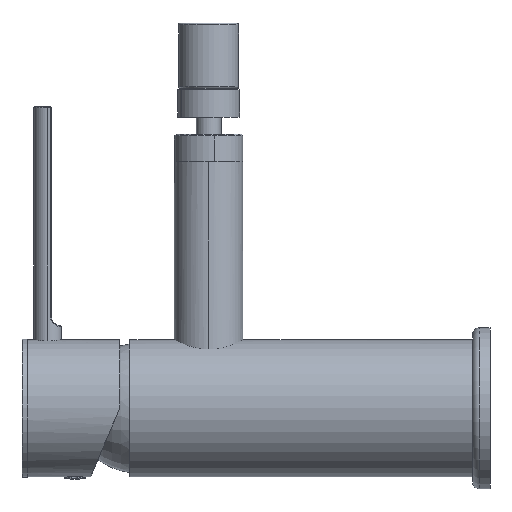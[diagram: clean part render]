
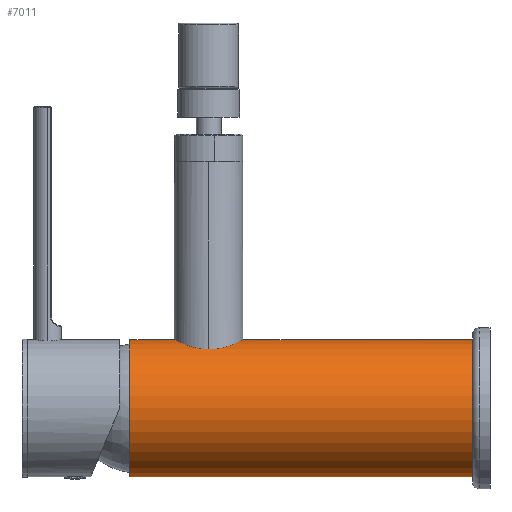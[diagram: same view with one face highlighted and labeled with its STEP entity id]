
A CAD part, left-side view. The second image highlights one B-rep face of the part: STEP entity #7011.
In plain terms, the highlighted cylindrical face has radius 20 mm (diameter 40 mm), a partial arc.
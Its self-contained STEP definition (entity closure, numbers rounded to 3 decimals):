
#45 = ORIENTED_EDGE ( 'NONE', *, *, #3724, .F. ) ;
#47 = CARTESIAN_POINT ( 'NONE',  ( 0., 92., 20. ) ) ;
#381 = ORIENTED_EDGE ( 'NONE', *, *, #1552, .F. ) ;
#390 = VERTEX_POINT ( 'NONE', #7229 ) ;
#576 = VECTOR ( 'NONE', #8504, 1000. ) ;
#583 = ORIENTED_EDGE ( 'NONE', *, *, #4651, .T. ) ;
#704 = EDGE_CURVE ( 'NONE', #1300, #8520, #9396, .T. ) ;
#895 = FACE_OUTER_BOUND ( 'NONE', #9914, .T. ) ;
#1100 = CIRCLE ( 'NONE', #4524, 20. ) ;
#1106 = CARTESIAN_POINT ( 'NONE',  ( -4.49, 99.224, 19.49 ) ) ;
#1151 = CARTESIAN_POINT ( 'NONE',  ( 0., 20., 20. ) ) ;
#1207 = CARTESIAN_POINT ( 'NONE',  ( -4.839, 98.301, 19.406 ) ) ;
#1262 = DIRECTION ( 'NONE',  ( 0., 1., 0. ) ) ;
#1300 = VERTEX_POINT ( 'NONE', #8322 ) ;
#1332 = DIRECTION ( 'NONE',  ( 0., 1., 0. ) ) ;
#1470 = CARTESIAN_POINT ( 'NONE',  ( -0.655, 101.968, 19.992 ) ) ;
#1552 = EDGE_CURVE ( 'NONE', #6938, #1300, #1100, .T. ) ;
#1745 = DIRECTION ( 'NONE',  ( 0., 0., -1. ) ) ;
#2007 = CARTESIAN_POINT ( 'NONE',  ( -5., 97.164, 19.365 ) ) ;
#2055 = CARTESIAN_POINT ( 'NONE',  ( -2.51, 101.337, 19.844 ) ) ;
#2144 = CARTESIAN_POINT ( 'NONE',  ( 0., 120., 0. ) ) ;
#2190 = CARTESIAN_POINT ( 'NONE',  ( -4.743, 95.383, 19.43 ) ) ;
#2375 = CARTESIAN_POINT ( 'NONE',  ( 0., 120., -20. ) ) ;
#2397 = CARTESIAN_POINT ( 'NONE',  ( 0., 120., 20. ) ) ;
#2710 = CARTESIAN_POINT ( 'NONE',  ( -4.935, 97.821, 19.382 ) ) ;
#2836 = CARTESIAN_POINT ( 'NONE',  ( -3.053, 93.027, 19.767 ) ) ;
#2869 = CARTESIAN_POINT ( 'NONE',  ( -5., 97., 19.365 ) ) ;
#2941 = CARTESIAN_POINT ( 'NONE',  ( -0.33, 92., 20. ) ) ;
#2996 = CARTESIAN_POINT ( 'NONE',  ( -3.975, 93.949, 19.602 ) ) ;
#3189 = CARTESIAN_POINT ( 'NONE',  ( -0.327, 102., 20. ) ) ;
#3472 = CARTESIAN_POINT ( 'NONE',  ( 0., 102., 20. ) ) ;
#3697 = CARTESIAN_POINT ( 'NONE',  ( -0.655, 92.032, 19.992 ) ) ;
#3724 = EDGE_CURVE ( 'NONE', #8520, #8120, #7207, .T. ) ;
#3783 = CARTESIAN_POINT ( 'NONE',  ( -2.217, 101.493, 19.879 ) ) ;
#3805 = CARTESIAN_POINT ( 'NONE',  ( -4.339, 94.494, 19.525 ) ) ;
#3861 = DIRECTION ( 'NONE',  ( 0., 0., -1. ) ) ;
#3891 = CARTESIAN_POINT ( 'NONE',  ( -1.303, 101.839, 19.96 ) ) ;
#4022 = DIRECTION ( 'NONE',  ( 0., 1., 0. ) ) ;
#4080 = ORIENTED_EDGE ( 'NONE', *, *, #4506, .T. ) ;
#4389 = CARTESIAN_POINT ( 'NONE',  ( -3.974, 100.052, 19.602 ) ) ;
#4453 = ORIENTED_EDGE ( 'NONE', *, *, #7651, .T. ) ;
#4458 = CARTESIAN_POINT ( 'NONE',  ( 0., 20., 0. ) ) ;
#4486 = CARTESIAN_POINT ( 'NONE',  ( -4.336, 99.511, 19.525 ) ) ;
#4506 = EDGE_CURVE ( 'NONE', #390, #4846, #7702, .T. ) ;
#4524 = AXIS2_PLACEMENT_3D ( 'NONE', #4458, #7770, #10227 ) ;
#4543 = CARTESIAN_POINT ( 'NONE',  ( -3.764, 100.308, 19.644 ) ) ;
#4581 = EDGE_CURVE ( 'NONE', #6938, #6242, #7022, .T. ) ;
#4651 = EDGE_CURVE ( 'NONE', #6242, #390, #7437, .T. ) ;
#4753 = ORIENTED_EDGE ( 'NONE', *, *, #704, .F. ) ;
#4798 = CARTESIAN_POINT ( 'NONE',  ( -1.615, 101.743, 19.937 ) ) ;
#4846 = VERTEX_POINT ( 'NONE', #3472 ) ;
#5362 = CARTESIAN_POINT ( 'NONE',  ( -3.307, 93.236, 19.726 ) ) ;
#5476 = CARTESIAN_POINT ( 'NONE',  ( -4.968, 96.346, 19.373 ) ) ;
#5680 = DIRECTION ( 'NONE',  ( 0., 1., 0. ) ) ;
#5853 = VECTOR ( 'NONE', #1262, 1000. ) ;
#5897 = ORIENTED_EDGE ( 'NONE', *, *, #4581, .T. ) ;
#5987 = CARTESIAN_POINT ( 'NONE',  ( -4.743, 98.615, 19.43 ) ) ;
#6100 = CARTESIAN_POINT ( 'NONE',  ( -4.992, 97.331, 19.367 ) ) ;
#6116 = CARTESIAN_POINT ( 'NONE',  ( -5., 96.671, 19.365 ) ) ;
#6144 = CARTESIAN_POINT ( 'NONE',  ( -3.303, 100.768, 19.727 ) ) ;
#6164 = CARTESIAN_POINT ( 'NONE',  ( -1.298, 92.16, 19.96 ) ) ;
#6242 = VERTEX_POINT ( 'NONE', #47 ) ;
#6273 = CARTESIAN_POINT ( 'NONE',  ( -4.493, 94.781, 19.489 ) ) ;
#6938 = VERTEX_POINT ( 'NONE', #1151 ) ;
#7011 = ADVANCED_FACE ( 'NONE', ( #895 ), #8083, .T. ) ;
#7022 = LINE ( 'NONE', #8672, #9397 ) ;
#7078 = CARTESIAN_POINT ( 'NONE',  ( -4.84, 95.703, 19.406 ) ) ;
#7207 = CIRCLE ( 'NONE', #9249, 20. ) ;
#7229 = CARTESIAN_POINT ( 'NONE',  ( -5., 97., 19.365 ) ) ;
#7437 = B_SPLINE_CURVE_WITH_KNOTS ( 'NONE', 3,
 ( #9574, #2941, #3697, #6164, #10225, #9473, #9415, #2836, #5362, #9524, #2996, #3805, #6273, #2190, #7078, #5476, #6116, #9364 ),
 .UNSPECIFIED., .F., .F.,
 ( 4, 2, 2, 2, 2, 2, 2, 2, 4 ),
 ( 0.009, 0.009, 0.01, 0.011, 0.012, 0.013, 0.014, 0.015, 0.016 ),
 .UNSPECIFIED. ) ;
#7651 = EDGE_CURVE ( 'NONE', #4846, #8120, #7901, .T. ) ;
#7702 = B_SPLINE_CURVE_WITH_KNOTS ( 'NONE', 3,
 ( #2869, #2007, #6100, #8450, #2710, #1207, #5987, #1106, #4486, #4389, #4543, #6144, #9392, #2055, #3783, #4798, #3891, #1470, #3189, #8655 ),
 .UNSPECIFIED., .F., .F.,
 ( 4, 2, 2, 2, 2, 2, 2, 2, 2, 4 ),
 ( 0.016, 0.017, 0.017, 0.018, 0.019, 0.02, 0.021, 0.022, 0.023, 0.024 ),
 .UNSPECIFIED. ) ;
#7770 = DIRECTION ( 'NONE',  ( 0., -1., 0. ) ) ;
#7901 = LINE ( 'NONE', #7954, #5853 ) ;
#7954 = CARTESIAN_POINT ( 'NONE',  ( 0., -23., 20. ) ) ;
#8083 = CYLINDRICAL_SURFACE ( 'NONE', #8436, 20. ) ;
#8120 = VERTEX_POINT ( 'NONE', #2397 ) ;
#8322 = CARTESIAN_POINT ( 'NONE',  ( 0., 20., -20. ) ) ;
#8436 = AXIS2_PLACEMENT_3D ( 'NONE', #9735, #5680, #1745 ) ;
#8450 = CARTESIAN_POINT ( 'NONE',  ( -4.959, 97.659, 19.375 ) ) ;
#8504 = DIRECTION ( 'NONE',  ( 0., 1., 0. ) ) ;
#8520 = VERTEX_POINT ( 'NONE', #2375 ) ;
#8655 = CARTESIAN_POINT ( 'NONE',  ( 0., 102., 20. ) ) ;
#8672 = CARTESIAN_POINT ( 'NONE',  ( 0., -23., 20. ) ) ;
#9249 = AXIS2_PLACEMENT_3D ( 'NONE', #2144, #4022, #3861 ) ;
#9364 = CARTESIAN_POINT ( 'NONE',  ( -5., 97., 19.365 ) ) ;
#9392 = CARTESIAN_POINT ( 'NONE',  ( -3.052, 100.974, 19.768 ) ) ;
#9396 = LINE ( 'NONE', #9457, #576 ) ;
#9397 = VECTOR ( 'NONE', #1332, 1000. ) ;
#9415 = CARTESIAN_POINT ( 'NONE',  ( -2.508, 92.662, 19.844 ) ) ;
#9457 = CARTESIAN_POINT ( 'NONE',  ( 0., -23., -20. ) ) ;
#9473 = CARTESIAN_POINT ( 'NONE',  ( -2.221, 92.508, 19.879 ) ) ;
#9524 = CARTESIAN_POINT ( 'NONE',  ( -3.766, 93.695, 19.644 ) ) ;
#9574 = CARTESIAN_POINT ( 'NONE',  ( 0., 92., 20. ) ) ;
#9735 = CARTESIAN_POINT ( 'NONE',  ( 0., -23., 0. ) ) ;
#9914 = EDGE_LOOP ( 'NONE', ( #381, #5897, #583, #4080, #4453, #45, #4753 ) ) ;
#10225 = CARTESIAN_POINT ( 'NONE',  ( -1.617, 92.258, 19.937 ) ) ;
#10227 = DIRECTION ( 'NONE',  ( 0., 0., 1. ) ) ;
